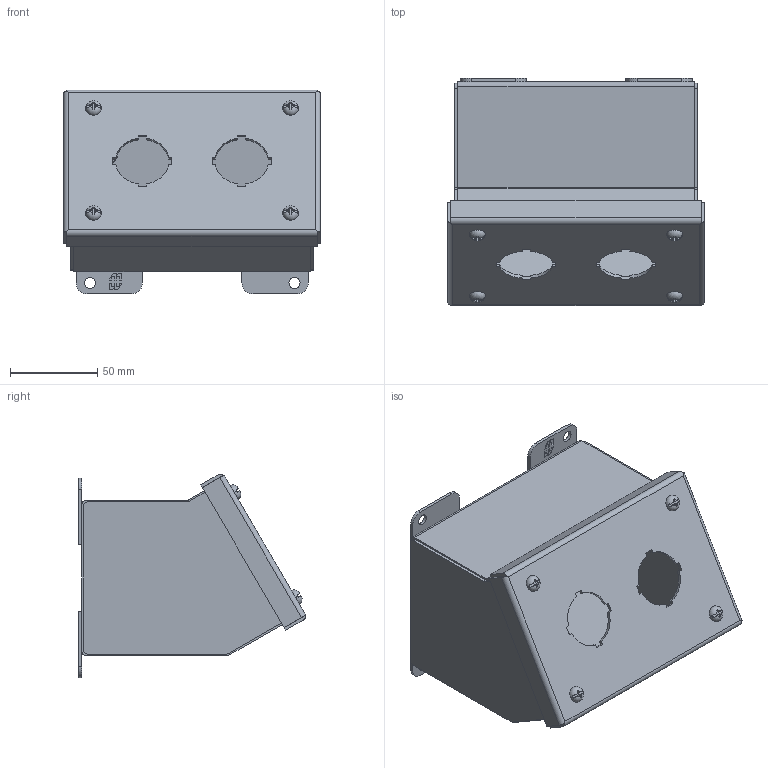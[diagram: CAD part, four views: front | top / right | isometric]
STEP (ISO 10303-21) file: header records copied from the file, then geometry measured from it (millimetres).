
FILE_DESCRIPTION (( 'STEP AP203' ), '1' );
FILE_NAME ('1490D2_Default.step', '2019-11-12T19:47:58', ( '' ), ( '' ), 'SwSTEP 2.0', 'SolidWorks 2019', '' );
FILE_SCHEMA (( 'CONFIG_CONTROL_DESIGN' ));
Length unit declared in the file: inch
Products named in the file (1): 1490D2_Default
Bounding box: 147.62 x 130.37 x 117.16 mm (x, y, z)
Volume: 196284.6 mm3; surface area: 204785.5 mm2
Topology: 26 solids, 26 shells, 665 faces, 1696 edges, 1111 vertices
Faces by surface type: plane 469, cylinder 156, cone 24, bspline 8, torus 8
Entity records: 20516 total; most frequent: CARTESIAN_POINT 4202, ORIENTED_EDGE 3388, DIRECTION 3295, EDGE_CURVE 1694, LINE 1215, VECTOR 1215, VERTEX_POINT 1111, AXIS2_PLACEMENT_3D 1040
